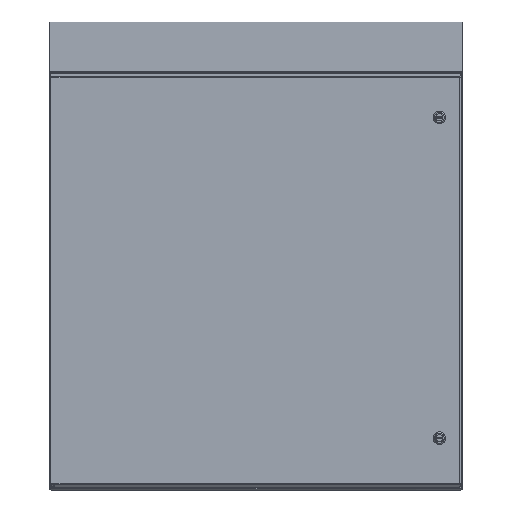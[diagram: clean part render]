
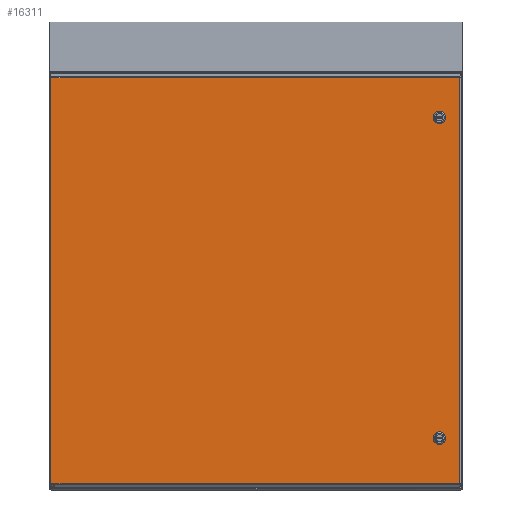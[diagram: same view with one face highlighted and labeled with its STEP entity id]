
A CAD part, top view. The second image highlights one B-rep face of the part: STEP entity #16311.
In plain terms, the highlighted planar face has unit normal (0, 0, 1).
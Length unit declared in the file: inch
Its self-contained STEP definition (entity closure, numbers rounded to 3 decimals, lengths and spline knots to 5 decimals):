
#621=PLANE('',#17606);
#1712=LINE('',#31641,#2939);
#1716=LINE('',#31653,#2943);
#1720=LINE('',#31665,#2947);
#1724=LINE('',#31675,#2951);
#1728=LINE('',#31689,#2955);
#1732=LINE('',#31701,#2959);
#1736=LINE('',#31713,#2963);
#1740=LINE('',#31723,#2967);
#1746=LINE('',#31758,#2973);
#1776=LINE('',#32046,#3003);
#1792=LINE('',#32336,#3019);
#1794=LINE('',#32340,#3021);
#2939=VECTOR('',#20596,0.42712);
#2943=VECTOR('',#20608,0.42712);
#2947=VECTOR('',#20620,0.42712);
#2951=VECTOR('',#20632,0.42712);
#2955=VECTOR('',#20644,0.42712);
#2959=VECTOR('',#20656,0.42712);
#2963=VECTOR('',#20668,0.42712);
#2967=VECTOR('',#20680,0.42712);
#2973=VECTOR('',#20690,35.44636);
#3003=VECTOR('',#20742,35.44636);
#3019=VECTOR('',#20776,35.6645);
#3021=VECTOR('',#20782,35.6645);
#3828=FACE_BOUND('',#5627,.T.);
#3829=FACE_BOUND('',#5628,.T.);
#3830=FACE_BOUND('',#5629,.T.);
#5627=EDGE_LOOP('',(#12850,#12851,#12852,#12853,#12854,#12855,#12856,#12857));
#5628=EDGE_LOOP('',(#12858,#12859,#12860,#12861,#12862,#12863,#12864,#12865));
#5629=EDGE_LOOP('',(#12866,#12867,#12868,#12869));
#6395=CIRCLE('',#17551,0.453);
#6397=CIRCLE('',#17555,0.453);
#6399=CIRCLE('',#17559,0.453);
#6401=CIRCLE('',#17563,0.453);
#6403=CIRCLE('',#17567,0.453);
#6405=CIRCLE('',#17571,0.453);
#6407=CIRCLE('',#17575,0.453);
#6409=CIRCLE('',#17579,0.453);
#7483=VERTEX_POINT('',#31632);
#7484=VERTEX_POINT('',#31634);
#7486=VERTEX_POINT('',#31640);
#7488=VERTEX_POINT('',#31646);
#7490=VERTEX_POINT('',#31652);
#7492=VERTEX_POINT('',#31658);
#7494=VERTEX_POINT('',#31664);
#7496=VERTEX_POINT('',#31670);
#7499=VERTEX_POINT('',#31680);
#7500=VERTEX_POINT('',#31682);
#7502=VERTEX_POINT('',#31688);
#7504=VERTEX_POINT('',#31694);
#7506=VERTEX_POINT('',#31700);
#7508=VERTEX_POINT('',#31706);
#7510=VERTEX_POINT('',#31712);
#7512=VERTEX_POINT('',#31718);
#7518=VERTEX_POINT('',#31735);
#7521=VERTEX_POINT('',#31750);
#7545=VERTEX_POINT('',#32004);
#7547=VERTEX_POINT('',#32045);
#9288=EDGE_CURVE('',#7484,#7483,#6395,.T.);
#9291=EDGE_CURVE('',#7486,#7484,#1712,.T.);
#9294=EDGE_CURVE('',#7488,#7486,#6397,.T.);
#9297=EDGE_CURVE('',#7490,#7488,#1716,.T.);
#9300=EDGE_CURVE('',#7492,#7490,#6399,.T.);
#9303=EDGE_CURVE('',#7494,#7492,#1720,.T.);
#9306=EDGE_CURVE('',#7496,#7494,#6401,.T.);
#9309=EDGE_CURVE('',#7483,#7496,#1724,.T.);
#9312=EDGE_CURVE('',#7500,#7499,#6403,.T.);
#9315=EDGE_CURVE('',#7502,#7500,#1728,.T.);
#9318=EDGE_CURVE('',#7504,#7502,#6405,.T.);
#9321=EDGE_CURVE('',#7506,#7504,#1732,.T.);
#9324=EDGE_CURVE('',#7508,#7506,#6407,.T.);
#9327=EDGE_CURVE('',#7510,#7508,#1736,.T.);
#9330=EDGE_CURVE('',#7512,#7510,#6409,.T.);
#9333=EDGE_CURVE('',#7499,#7512,#1740,.T.);
#9342=EDGE_CURVE('',#7518,#7521,#1746,.T.);
#9386=EDGE_CURVE('',#7547,#7545,#1776,.T.);
#9416=EDGE_CURVE('',#7521,#7547,#1792,.T.);
#9418=EDGE_CURVE('',#7545,#7518,#1794,.T.);
#12850=ORIENTED_EDGE('',*,*,#9288,.T.);
#12851=ORIENTED_EDGE('',*,*,#9309,.T.);
#12852=ORIENTED_EDGE('',*,*,#9306,.T.);
#12853=ORIENTED_EDGE('',*,*,#9303,.T.);
#12854=ORIENTED_EDGE('',*,*,#9300,.T.);
#12855=ORIENTED_EDGE('',*,*,#9297,.T.);
#12856=ORIENTED_EDGE('',*,*,#9294,.T.);
#12857=ORIENTED_EDGE('',*,*,#9291,.T.);
#12858=ORIENTED_EDGE('',*,*,#9312,.T.);
#12859=ORIENTED_EDGE('',*,*,#9333,.T.);
#12860=ORIENTED_EDGE('',*,*,#9330,.T.);
#12861=ORIENTED_EDGE('',*,*,#9327,.T.);
#12862=ORIENTED_EDGE('',*,*,#9324,.T.);
#12863=ORIENTED_EDGE('',*,*,#9321,.T.);
#12864=ORIENTED_EDGE('',*,*,#9318,.T.);
#12865=ORIENTED_EDGE('',*,*,#9315,.T.);
#12866=ORIENTED_EDGE('',*,*,#9418,.T.);
#12867=ORIENTED_EDGE('',*,*,#9342,.T.);
#12868=ORIENTED_EDGE('',*,*,#9416,.T.);
#12869=ORIENTED_EDGE('',*,*,#9386,.T.);
#16311=ADVANCED_FACE('',(#3828,#3829,#3830),#621,.T.);
#17551=AXIS2_PLACEMENT_3D('',#31635,#20590,#20591);
#17555=AXIS2_PLACEMENT_3D('',#31647,#20602,#20603);
#17559=AXIS2_PLACEMENT_3D('',#31659,#20614,#20615);
#17563=AXIS2_PLACEMENT_3D('',#31671,#20626,#20627);
#17567=AXIS2_PLACEMENT_3D('',#31683,#20638,#20639);
#17571=AXIS2_PLACEMENT_3D('',#31695,#20650,#20651);
#17575=AXIS2_PLACEMENT_3D('',#31707,#20662,#20663);
#17579=AXIS2_PLACEMENT_3D('',#31719,#20674,#20675);
#17606=AXIS2_PLACEMENT_3D('',#32342,#20785,#20786);
#20590=DIRECTION('center_axis',(0.,0.,-1.));
#20591=DIRECTION('ref_axis',(0.882,0.471,0.));
#20596=DIRECTION('',(1.,0.,0.));
#20602=DIRECTION('center_axis',(0.,0.,-1.));
#20603=DIRECTION('ref_axis',(-0.471,0.882,0.));
#20608=DIRECTION('',(0.,1.,0.));
#20614=DIRECTION('center_axis',(0.,0.,-1.));
#20615=DIRECTION('ref_axis',(-0.882,-0.471,0.));
#20620=DIRECTION('',(-1.,0.,0.));
#20626=DIRECTION('center_axis',(0.,0.,-1.));
#20627=DIRECTION('ref_axis',(0.471,-0.882,0.));
#20632=DIRECTION('',(0.,-1.,0.));
#20638=DIRECTION('center_axis',(0.,0.,-1.));
#20639=DIRECTION('ref_axis',(0.882,0.471,0.));
#20644=DIRECTION('',(1.,0.,0.));
#20650=DIRECTION('center_axis',(0.,0.,-1.));
#20651=DIRECTION('ref_axis',(-0.471,0.882,0.));
#20656=DIRECTION('',(0.,1.,0.));
#20662=DIRECTION('center_axis',(0.,0.,-1.));
#20663=DIRECTION('ref_axis',(-0.882,-0.471,0.));
#20668=DIRECTION('',(-1.,0.,0.));
#20674=DIRECTION('center_axis',(0.,0.,-1.));
#20675=DIRECTION('ref_axis',(0.471,-0.882,0.));
#20680=DIRECTION('',(0.,-1.,0.));
#20690=DIRECTION('',(0.,1.,0.));
#20742=DIRECTION('',(0.,-1.,0.));
#20776=DIRECTION('',(-1.,0.,0.));
#20782=DIRECTION('',(1.,0.,0.));
#20785=DIRECTION('center_axis',(0.,0.,1.));
#20786=DIRECTION('ref_axis',(1.,0.,0.));
#31632=CARTESIAN_POINT('',(33.96087,-30.83316,0.074));
#31634=CARTESIAN_POINT('',(33.77499,-30.64723,0.074));
#31635=CARTESIAN_POINT('Origin',(33.56134,-31.04668,0.074));
#31640=CARTESIAN_POINT('',(33.34787,-30.64723,0.074));
#31641=CARTESIAN_POINT('',(25.63693,-30.64723,0.074));
#31646=CARTESIAN_POINT('',(33.16187,-30.83316,0.074));
#31647=CARTESIAN_POINT('Origin',(33.56134,-31.04677,0.074));
#31652=CARTESIAN_POINT('',(33.16187,-31.26029,0.074));
#31653=CARTESIAN_POINT('',(33.16187,-24.06494,0.074));
#31658=CARTESIAN_POINT('',(33.3478,-31.44623,0.074));
#31659=CARTESIAN_POINT('Origin',(33.56137,-31.04673,0.074));
#31664=CARTESIAN_POINT('',(33.77493,-31.44623,0.074));
#31665=CARTESIAN_POINT('',(25.42333,-31.44623,0.074));
#31670=CARTESIAN_POINT('',(33.96087,-31.26029,0.074));
#31671=CARTESIAN_POINT('Origin',(33.56137,-31.04673,0.074));
#31675=CARTESIAN_POINT('',(33.96087,-24.27851,0.074));
#31680=CARTESIAN_POINT('',(33.96087,-2.83316,0.074));
#31682=CARTESIAN_POINT('',(33.77499,-2.64723,0.074));
#31683=CARTESIAN_POINT('Origin',(33.56134,-3.04668,0.074));
#31688=CARTESIAN_POINT('',(33.34787,-2.64723,0.074));
#31689=CARTESIAN_POINT('',(25.63693,-2.64723,0.074));
#31694=CARTESIAN_POINT('',(33.16187,-2.83316,0.074));
#31695=CARTESIAN_POINT('Origin',(33.56134,-3.04677,0.074));
#31700=CARTESIAN_POINT('',(33.16187,-3.26029,0.074));
#31701=CARTESIAN_POINT('',(33.16187,-10.06494,0.074));
#31706=CARTESIAN_POINT('',(33.3478,-3.44623,0.074));
#31707=CARTESIAN_POINT('Origin',(33.56137,-3.04673,0.074));
#31712=CARTESIAN_POINT('',(33.77493,-3.44623,0.074));
#31713=CARTESIAN_POINT('',(25.42333,-3.44623,0.074));
#31718=CARTESIAN_POINT('',(33.96087,-3.26029,0.074));
#31719=CARTESIAN_POINT('Origin',(33.56137,-3.04673,0.074));
#31723=CARTESIAN_POINT('',(33.96087,-10.27851,0.074));
#31735=CARTESIAN_POINT('',(35.33112,-35.0199,0.074));
#31750=CARTESIAN_POINT('',(35.33112,0.42645,0.074));
#31758=CARTESIAN_POINT('',(35.33112,-26.19516,0.074));
#32004=CARTESIAN_POINT('',(-0.33338,-35.0199,0.074));
#32045=CARTESIAN_POINT('',(-0.33338,0.42645,0.074));
#32046=CARTESIAN_POINT('',(-0.33338,-8.39829,0.074));
#32336=CARTESIAN_POINT('',(26.41499,0.42645,0.074));
#32340=CARTESIAN_POINT('',(8.58274,-35.0199,0.074));
#32342=CARTESIAN_POINT('Origin',(17.49887,-17.29673,0.074));
